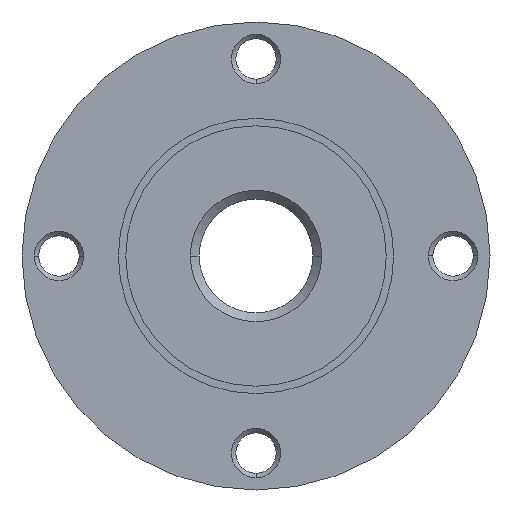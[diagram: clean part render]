
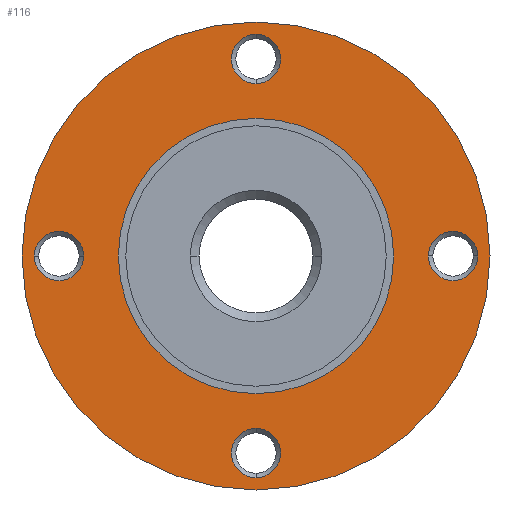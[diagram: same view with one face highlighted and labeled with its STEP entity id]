
A CAD part, front view. The second image highlights one B-rep face of the part: STEP entity #116.
In plain terms, the highlighted planar face has unit normal (0, -1, 0).
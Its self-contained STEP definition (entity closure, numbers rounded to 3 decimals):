
#116=ADVANCED_FACE('',(#208,#209,#210,#211,#212,#213),#214,.T.);
#208=FACE_BOUND('',#326,.T.);
#209=FACE_BOUND('',#327,.T.);
#210=FACE_BOUND('',#328,.T.);
#211=FACE_BOUND('',#329,.T.);
#212=FACE_OUTER_BOUND('',#330,.T.);
#213=FACE_BOUND('',#331,.T.);
#214=PLANE('',#332);
#326=EDGE_LOOP('',(#611,#612));
#327=EDGE_LOOP('',(#613,#614));
#328=EDGE_LOOP('',(#615,#616));
#329=EDGE_LOOP('',(#617,#618));
#330=EDGE_LOOP('',(#619,#620));
#331=EDGE_LOOP('',(#621,#622));
#332=AXIS2_PLACEMENT_3D('',#623,#624,#625);
#611=ORIENTED_EDGE('',*,*,#814,.T.);
#612=ORIENTED_EDGE('',*,*,#815,.T.);
#613=ORIENTED_EDGE('',*,*,#804,.T.);
#614=ORIENTED_EDGE('',*,*,#819,.T.);
#615=ORIENTED_EDGE('',*,*,#794,.T.);
#616=ORIENTED_EDGE('',*,*,#823,.T.);
#617=ORIENTED_EDGE('',*,*,#784,.T.);
#618=ORIENTED_EDGE('',*,*,#827,.T.);
#619=ORIENTED_EDGE('',*,*,#761,.F.);
#620=ORIENTED_EDGE('',*,*,#837,.F.);
#621=ORIENTED_EDGE('',*,*,#836,.T.);
#622=ORIENTED_EDGE('',*,*,#765,.T.);
#623=CARTESIAN_POINT('',(-22.635,0.,0.0));
#624=DIRECTION('',(0.,-1.0,0.0));
#625=DIRECTION('',(1.0,0.,-0.0));
#761=EDGE_CURVE('',#876,#879,#880,.T.);
#765=EDGE_CURVE('',#887,#884,#888,.T.);
#784=EDGE_CURVE('',#918,#920,#922,.T.);
#794=EDGE_CURVE('',#936,#938,#940,.T.);
#804=EDGE_CURVE('',#954,#956,#958,.T.);
#814=EDGE_CURVE('',#972,#974,#976,.T.);
#815=EDGE_CURVE('',#974,#972,#977,.T.);
#819=EDGE_CURVE('',#956,#954,#981,.T.);
#823=EDGE_CURVE('',#938,#936,#985,.T.);
#827=EDGE_CURVE('',#920,#918,#989,.T.);
#836=EDGE_CURVE('',#884,#887,#998,.T.);
#837=EDGE_CURVE('',#879,#876,#999,.T.);
#876=VERTEX_POINT('',#1062);
#879=VERTEX_POINT('',#1066);
#880=CIRCLE('',#1067,28.5);
#884=VERTEX_POINT('',#1072);
#887=VERTEX_POINT('',#1076);
#888=CIRCLE('',#1077,16.77);
#918=VERTEX_POINT('',#1116);
#920=VERTEX_POINT('',#1119);
#922=CIRCLE('',#1122,3.0);
#936=VERTEX_POINT('',#1140);
#938=VERTEX_POINT('',#1143);
#940=CIRCLE('',#1146,3.0);
#954=VERTEX_POINT('',#1164);
#956=VERTEX_POINT('',#1167);
#958=CIRCLE('',#1170,3.0);
#972=VERTEX_POINT('',#1188);
#974=VERTEX_POINT('',#1191);
#976=CIRCLE('',#1194,3.0);
#977=CIRCLE('',#1195,3.0);
#981=CIRCLE('',#1199,3.0);
#985=CIRCLE('',#1203,3.0);
#989=CIRCLE('',#1207,3.0);
#998=CIRCLE('',#1216,16.77);
#999=CIRCLE('',#1217,28.5);
#1062=CARTESIAN_POINT('',(-28.5,0.,0.0));
#1066=CARTESIAN_POINT('',(28.5,0.,0.));
#1067=AXIS2_PLACEMENT_3D('',#1299,#1300,#1301);
#1072=CARTESIAN_POINT('',(-16.77,0.,0.0));
#1076=CARTESIAN_POINT('',(16.77,0.,0.));
#1077=AXIS2_PLACEMENT_3D('',#1307,#1308,#1309);
#1116=CARTESIAN_POINT('',(-27.0,0.,0.0));
#1119=CARTESIAN_POINT('',(-21.0,0.,0.));
#1122=AXIS2_PLACEMENT_3D('',#1342,#1343,#1344);
#1140=CARTESIAN_POINT('',(0.,0.,27.0));
#1143=CARTESIAN_POINT('',(0.,0.,21.0));
#1146=AXIS2_PLACEMENT_3D('',#1360,#1361,#1362);
#1164=CARTESIAN_POINT('',(27.0,0.,0.));
#1167=CARTESIAN_POINT('',(21.0,0.,0.));
#1170=AXIS2_PLACEMENT_3D('',#1378,#1379,#1380);
#1188=CARTESIAN_POINT('',(0.,0.,-27.0));
#1191=CARTESIAN_POINT('',(0.,0.,-21.0));
#1194=AXIS2_PLACEMENT_3D('',#1396,#1397,#1398);
#1195=AXIS2_PLACEMENT_3D('',#1399,#1400,#1401);
#1199=AXIS2_PLACEMENT_3D('',#1411,#1412,#1413);
#1203=AXIS2_PLACEMENT_3D('',#1423,#1424,#1425);
#1207=AXIS2_PLACEMENT_3D('',#1435,#1436,#1437);
#1216=AXIS2_PLACEMENT_3D('',#1462,#1463,#1464);
#1217=AXIS2_PLACEMENT_3D('',#1465,#1466,#1467);
#1299=CARTESIAN_POINT('',(0.,0.,0.0));
#1300=DIRECTION('',(0.,1.0,0.0));
#1301=DIRECTION('',(-1.0,0.,0.0));
#1307=CARTESIAN_POINT('',(0.,0.,0.0));
#1308=DIRECTION('',(0.,1.0,0.0));
#1309=DIRECTION('',(-1.0,0.,0.0));
#1342=CARTESIAN_POINT('',(-24.0,0.,0.0));
#1343=DIRECTION('',(0.,1.0,0.0));
#1344=DIRECTION('',(-1.0,0.,0.0));
#1360=CARTESIAN_POINT('',(0.,0.,24.0));
#1361=DIRECTION('',(0.,1.0,0.0));
#1362=DIRECTION('',(0.,0.,1.0));
#1378=CARTESIAN_POINT('',(24.0,0.,0.));
#1379=DIRECTION('',(0.,1.0,0.0));
#1380=DIRECTION('',(1.0,0.,0.));
#1396=CARTESIAN_POINT('',(0.,0.,-24.0));
#1397=DIRECTION('',(0.,1.0,0.0));
#1398=DIRECTION('',(0.,0.,-1.0));
#1399=CARTESIAN_POINT('',(0.,0.,-24.0));
#1400=DIRECTION('',(0.,1.0,0.0));
#1401=DIRECTION('',(0.,0.,-1.0));
#1411=CARTESIAN_POINT('',(24.0,0.,0.));
#1412=DIRECTION('',(0.,1.0,0.0));
#1413=DIRECTION('',(1.0,0.,0.));
#1423=CARTESIAN_POINT('',(0.,0.,24.0));
#1424=DIRECTION('',(0.,1.0,0.0));
#1425=DIRECTION('',(0.,0.,1.0));
#1435=CARTESIAN_POINT('',(-24.0,0.,0.0));
#1436=DIRECTION('',(0.,1.0,0.0));
#1437=DIRECTION('',(-1.0,0.,0.0));
#1462=CARTESIAN_POINT('',(0.,0.,0.0));
#1463=DIRECTION('',(0.,1.0,0.0));
#1464=DIRECTION('',(-1.0,0.,0.0));
#1465=CARTESIAN_POINT('',(0.,0.,0.0));
#1466=DIRECTION('',(0.,1.0,0.0));
#1467=DIRECTION('',(-1.0,0.,0.0));
